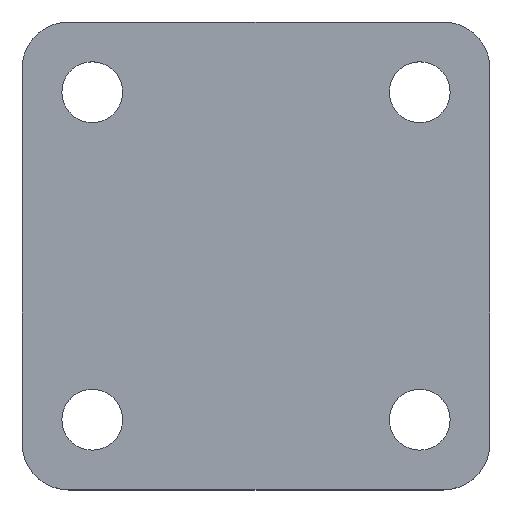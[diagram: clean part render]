
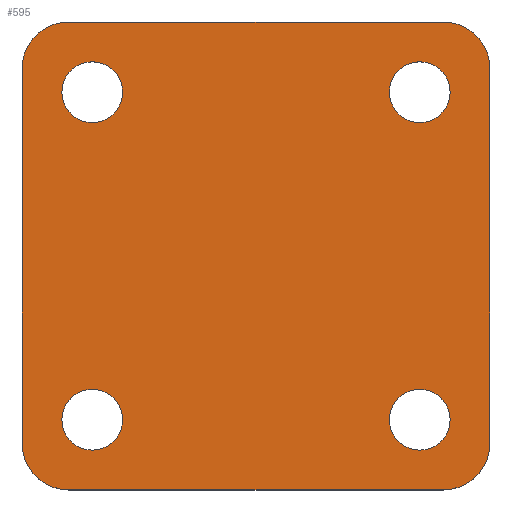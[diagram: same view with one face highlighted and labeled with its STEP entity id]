
A CAD part, top view. The second image highlights one B-rep face of the part: STEP entity #595.
In plain terms, the highlighted planar face has unit normal (0, 0, 1).
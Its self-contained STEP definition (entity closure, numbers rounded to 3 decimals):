
#49=CARTESIAN_POINT('',(196.432,218.388,6.));
#50=VERTEX_POINT('',#49);
#59=CARTESIAN_POINT('',(202.932,218.388,6.));
#60=VERTEX_POINT('',#59);
#61=CARTESIAN_POINT('',(199.682,218.388,6.));
#62=DIRECTION('',(0.0,0.0,-1.0));
#63=DIRECTION('',(-1.0,0.0,0.0));
#64=AXIS2_PLACEMENT_3D('',#61,#62,#63);
#65=CIRCLE('',#64,3.25);
#66=EDGE_CURVE('',#60,#50,#65,.T.);
#91=CARTESIAN_POINT('',(161.432,218.388,6.));
#92=VERTEX_POINT('',#91);
#101=CARTESIAN_POINT('',(167.932,218.388,6.));
#102=VERTEX_POINT('',#101);
#103=CARTESIAN_POINT('',(164.682,218.388,6.));
#104=DIRECTION('',(0.0,0.0,-1.0));
#105=DIRECTION('',(-1.0,0.0,0.0));
#106=AXIS2_PLACEMENT_3D('',#103,#104,#105);
#107=CIRCLE('',#106,3.25);
#108=EDGE_CURVE('',#102,#92,#107,.T.);
#133=CARTESIAN_POINT('',(196.432,183.388,6.));
#134=VERTEX_POINT('',#133);
#143=CARTESIAN_POINT('',(202.932,183.388,6.));
#144=VERTEX_POINT('',#143);
#145=CARTESIAN_POINT('',(199.682,183.388,6.));
#146=DIRECTION('',(0.0,0.0,-1.0));
#147=DIRECTION('',(-1.0,0.0,0.0));
#148=AXIS2_PLACEMENT_3D('',#145,#146,#147);
#149=CIRCLE('',#148,3.25);
#150=EDGE_CURVE('',#144,#134,#149,.T.);
#175=CARTESIAN_POINT('',(161.432,183.388,6.));
#176=VERTEX_POINT('',#175);
#185=CARTESIAN_POINT('',(167.932,183.388,6.));
#186=VERTEX_POINT('',#185);
#187=CARTESIAN_POINT('',(164.682,183.388,6.));
#188=DIRECTION('',(0.0,0.0,-1.0));
#189=DIRECTION('',(-1.0,0.0,0.0));
#190=AXIS2_PLACEMENT_3D('',#187,#188,#189);
#191=CIRCLE('',#190,3.25);
#192=EDGE_CURVE('',#186,#176,#191,.T.);
#226=CARTESIAN_POINT('',(164.682,183.388,6.));
#227=DIRECTION('',(0.0,0.0,-1.0));
#228=DIRECTION('',(-1.0,0.0,0.0));
#229=AXIS2_PLACEMENT_3D('',#226,#227,#228);
#230=CIRCLE('',#229,3.25);
#231=EDGE_CURVE('',#176,#186,#230,.T.);
#250=CARTESIAN_POINT('',(199.682,183.388,6.));
#251=DIRECTION('',(0.0,0.0,-1.0));
#252=DIRECTION('',(-1.0,0.0,0.0));
#253=AXIS2_PLACEMENT_3D('',#250,#251,#252);
#254=CIRCLE('',#253,3.25);
#255=EDGE_CURVE('',#134,#144,#254,.T.);
#274=CARTESIAN_POINT('',(164.682,218.388,6.));
#275=DIRECTION('',(0.0,0.0,-1.0));
#276=DIRECTION('',(-1.0,0.0,0.0));
#277=AXIS2_PLACEMENT_3D('',#274,#275,#276);
#278=CIRCLE('',#277,3.25);
#279=EDGE_CURVE('',#92,#102,#278,.T.);
#298=CARTESIAN_POINT('',(199.682,218.388,6.));
#299=DIRECTION('',(0.0,0.0,-1.0));
#300=DIRECTION('',(-1.0,0.0,0.0));
#301=AXIS2_PLACEMENT_3D('',#298,#299,#300);
#302=CIRCLE('',#301,3.25);
#303=EDGE_CURVE('',#50,#60,#302,.T.);
#313=CARTESIAN_POINT('',(162.182,225.888,6.));
#314=VERTEX_POINT('',#313);
#315=CARTESIAN_POINT('',(202.182,225.888,6.));
#316=VERTEX_POINT('',#315);
#317=CARTESIAN_POINT('',(162.182,225.888,6.));
#318=DIRECTION('',(1.0,0.0,0.0));
#319=VECTOR('',#318,40.0);
#320=LINE('',#317,#319);
#321=EDGE_CURVE('',#314,#316,#320,.T.);
#353=CARTESIAN_POINT('',(207.182,220.888,6.));
#354=VERTEX_POINT('',#353);
#355=CARTESIAN_POINT('',(202.182,220.888,6.));
#356=DIRECTION('',(0.0,0.0,-1.0));
#357=DIRECTION('',(-1.0,0.0,0.0));
#358=AXIS2_PLACEMENT_3D('',#355,#356,#357);
#359=CIRCLE('',#358,5.0);
#360=EDGE_CURVE('',#316,#354,#359,.T.);
#386=CARTESIAN_POINT('',(207.182,180.888,6.));
#387=VERTEX_POINT('',#386);
#388=CARTESIAN_POINT('',(207.182,220.888,6.));
#389=DIRECTION('',(0.0,-1.0,0.0));
#390=VECTOR('',#389,40.);
#391=LINE('',#388,#390);
#392=EDGE_CURVE('',#354,#387,#391,.T.);
#417=CARTESIAN_POINT('',(202.182,175.888,6.));
#418=VERTEX_POINT('',#417);
#419=CARTESIAN_POINT('',(202.182,180.888,6.));
#420=DIRECTION('',(0.0,0.0,-1.0));
#421=DIRECTION('',(0.0,1.0,0.0));
#422=AXIS2_PLACEMENT_3D('',#419,#420,#421);
#423=CIRCLE('',#422,5.0);
#424=EDGE_CURVE('',#387,#418,#423,.T.);
#450=CARTESIAN_POINT('',(162.182,175.888,6.));
#451=VERTEX_POINT('',#450);
#452=CARTESIAN_POINT('',(202.182,175.888,6.));
#453=DIRECTION('',(-1.0,0.0,0.0));
#454=VECTOR('',#453,40.0);
#455=LINE('',#452,#454);
#456=EDGE_CURVE('',#418,#451,#455,.T.);
#481=CARTESIAN_POINT('',(157.182,180.888,6.));
#482=VERTEX_POINT('',#481);
#483=CARTESIAN_POINT('',(162.182,180.888,6.));
#484=DIRECTION('',(0.0,0.0,-1.0));
#485=DIRECTION('',(1.0,0.0,0.0));
#486=AXIS2_PLACEMENT_3D('',#483,#484,#485);
#487=CIRCLE('',#486,5.0);
#488=EDGE_CURVE('',#451,#482,#487,.T.);
#514=CARTESIAN_POINT('',(157.182,220.888,6.));
#515=VERTEX_POINT('',#514);
#516=CARTESIAN_POINT('',(157.182,180.888,6.));
#517=DIRECTION('',(0.0,1.0,0.0));
#518=VECTOR('',#517,40.);
#519=LINE('',#516,#518);
#520=EDGE_CURVE('',#482,#515,#519,.T.);
#545=CARTESIAN_POINT('',(162.182,220.888,6.));
#546=DIRECTION('',(0.0,0.0,-1.0));
#547=DIRECTION('',(0.0,-1.0,0.0));
#548=AXIS2_PLACEMENT_3D('',#545,#546,#547);
#549=CIRCLE('',#548,5.0);
#550=EDGE_CURVE('',#515,#314,#549,.T.);
#564=CARTESIAN_POINT('',(182.182,200.888,6.));
#565=DIRECTION('',(0.0,0.0,1.0));
#566=DIRECTION('',(1.0,0.0,0.0));
#567=AXIS2_PLACEMENT_3D('',#564,#565,#566);
#568=PLANE('',#567);
#569=ORIENTED_EDGE('',*,*,#321,.F.);
#570=ORIENTED_EDGE('',*,*,#550,.F.);
#571=ORIENTED_EDGE('',*,*,#520,.F.);
#572=ORIENTED_EDGE('',*,*,#488,.F.);
#573=ORIENTED_EDGE('',*,*,#456,.F.);
#574=ORIENTED_EDGE('',*,*,#424,.F.);
#575=ORIENTED_EDGE('',*,*,#392,.F.);
#576=ORIENTED_EDGE('',*,*,#360,.F.);
#577=EDGE_LOOP('',(#569,#570,#571,#572,#573,#574,#575,#576));
#578=FACE_OUTER_BOUND('',#577,.T.);
#579=ORIENTED_EDGE('',*,*,#192,.T.);
#580=ORIENTED_EDGE('',*,*,#231,.T.);
#581=EDGE_LOOP('',(#579,#580));
#582=FACE_BOUND('',#581,.T.);
#583=ORIENTED_EDGE('',*,*,#150,.T.);
#584=ORIENTED_EDGE('',*,*,#255,.T.);
#585=EDGE_LOOP('',(#583,#584));
#586=FACE_BOUND('',#585,.T.);
#587=ORIENTED_EDGE('',*,*,#108,.T.);
#588=ORIENTED_EDGE('',*,*,#279,.T.);
#589=EDGE_LOOP('',(#587,#588));
#590=FACE_BOUND('',#589,.T.);
#591=ORIENTED_EDGE('',*,*,#66,.T.);
#592=ORIENTED_EDGE('',*,*,#303,.T.);
#593=EDGE_LOOP('',(#591,#592));
#594=FACE_BOUND('',#593,.T.);
#595=ADVANCED_FACE('',(#578,#582,#586,#590,#594),#568,.T.);
